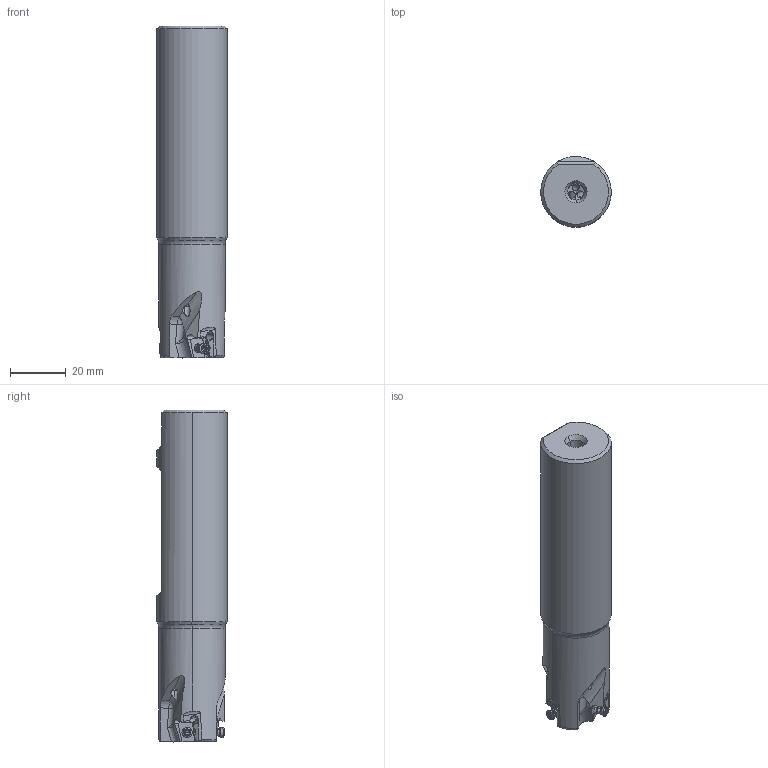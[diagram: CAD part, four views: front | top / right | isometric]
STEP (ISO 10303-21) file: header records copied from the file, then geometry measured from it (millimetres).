
FILE_DESCRIPTION(/* description */ (''),/* implementation_level */ '2;1');
FILE_NAME(/* name */ 'VPX200UR1603FA16S.stp',/* time_stamp */ '2025-07-08T15:59:27+09:00',/* author */ (''),/* organization */ (''),/* preprocessor_version */ 'ST-DEVELOPER v18.101',/* originating_system */ 'SIEMENS PLM Software NX 2011',/* authorisation */ '');
FILE_SCHEMA (('AUTOMOTIVE_DESIGN { 1 0 10303 214 3 1 1 1 }'));
Length unit declared in the file: millimetre
Products named in the file (1): VPX200UR1603FA16S_ASM
Bounding box: 25.4 x 25.4 x 119.45 mm (x, y, z)
Volume: 52134.5 mm3; surface area: 12829 mm2
Topology: 4 solids, 4 shells, 333 faces, 948 edges, 620 vertices
Faces by surface type: cylinder 143, plane 87, cone 49, torus 31, extrusion 12, sphere 6, bspline 5
Entity records: 13263 total; most frequent: CARTESIAN_POINT 4927, ORIENTED_EDGE 1852, DIRECTION 1542, EDGE_CURVE 926, VERTEX_POINT 614, AXIS2_PLACEMENT_3D 607, EDGE_LOOP 352, B_SPLINE_CURVE_WITH_KNOTS 351
